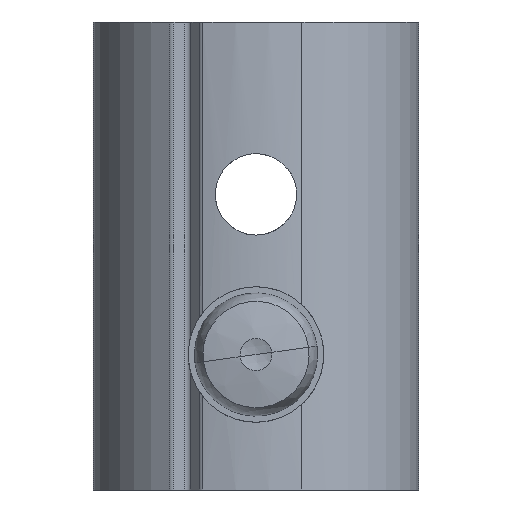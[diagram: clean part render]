
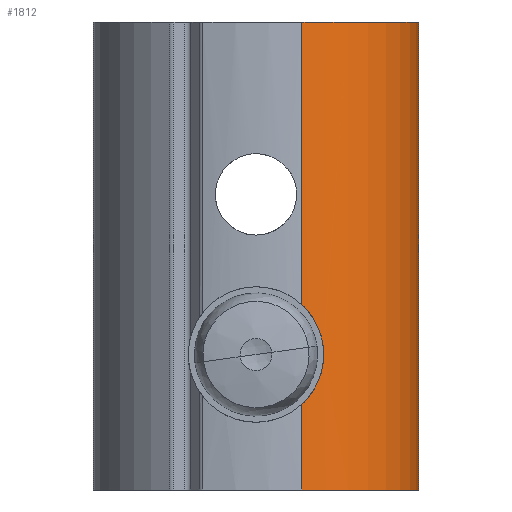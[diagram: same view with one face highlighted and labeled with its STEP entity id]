
A CAD part, front view. The second image highlights one B-rep face of the part: STEP entity #1812.
In plain terms, the highlighted cylindrical face has radius 6 mm (diameter 12 mm), a partial arc.
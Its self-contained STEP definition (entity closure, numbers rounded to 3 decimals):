
#39 = CARTESIAN_POINT ( 'NONE',  ( 6.6, -2.786, -12. ) ) ;
#91 = CARTESIAN_POINT ( 'NONE',  ( 2.441, -8.497, -7.781 ) ) ;
#120 = CARTESIAN_POINT ( 'NONE',  ( 2.75, -8.388, -6.5 ) ) ;
#137 = EDGE_CURVE ( 'NONE', #1683, #2839, #386, .T. ) ;
#143 = CARTESIAN_POINT ( 'NONE',  ( 2.75, -8.388, -6.31 ) ) ;
#206 = DIRECTION ( 'NONE',  ( 1., 0., 0. ) ) ;
#218 = DIRECTION ( 'NONE',  ( 0., 0., 1. ) ) ;
#228 = CIRCLE ( 'NONE', #2550, 6. ) ;
#238 = CARTESIAN_POINT ( 'NONE',  ( 1.863, -8.652, -12. ) ) ;
#283 = FACE_OUTER_BOUND ( 'NONE', #2460, .T. ) ;
#316 = VECTOR ( 'NONE', #218, 1000. ) ;
#327 = VECTOR ( 'NONE', #1045, 1000. ) ;
#343 = CIRCLE ( 'NONE', #2394, 6. ) ;
#355 = CARTESIAN_POINT ( 'NONE',  ( 2.73, -8.396, -6.117 ) ) ;
#386 = LINE ( 'NONE', #39, #2366 ) ;
#418 = ORIENTED_EDGE ( 'NONE', *, *, #1560, .F. ) ;
#442 = ORIENTED_EDGE ( 'NONE', *, *, #1728, .F. ) ;
#491 = ORIENTED_EDGE ( 'NONE', *, *, #1993, .T. ) ;
#524 = ORIENTED_EDGE ( 'NONE', *, *, #2349, .F. ) ;
#533 = VERTEX_POINT ( 'NONE', #1167 ) ;
#605 = CARTESIAN_POINT ( 'NONE',  ( 0.6, -2.786, 7. ) ) ;
#629 = CARTESIAN_POINT ( 'NONE',  ( 0.6, -2.786, -12. ) ) ;
#664 = VERTEX_POINT ( 'NONE', #120 ) ;
#678 = ORIENTED_EDGE ( 'NONE', *, *, #137, .T. ) ;
#684 = VERTEX_POINT ( 'NONE', #238 ) ;
#786 = CARTESIAN_POINT ( 'NONE',  ( 1.863, -8.652, -4.477 ) ) ;
#828 = ORIENTED_EDGE ( 'NONE', *, *, #951, .T. ) ;
#894 = DIRECTION ( 'NONE',  ( 0., 0., 1. ) ) ;
#908 = EDGE_CURVE ( 'NONE', #684, #1683, #343, .T. ) ;
#951 = EDGE_CURVE ( 'NONE', #664, #1582, #1356, .T. ) ;
#955 = CARTESIAN_POINT ( 'NONE',  ( 1.863, -8.652, -4.477 ) ) ;
#1017 = B_SPLINE_CURVE_WITH_KNOTS ( 'NONE', 3,
 ( #786, #1973, #1052, #2201, #1440, #2410, #1263, #355, #143, #2672 ),
 .UNSPECIFIED., .F., .F.,
 ( 4, 2, 2, 2, 4 ),
 ( 0., 0.001, 0.001, 0.002, 0.002 ),
 .UNSPECIFIED. ) ;
#1045 = DIRECTION ( 'NONE',  ( 0., 0., 1. ) ) ;
#1052 = CARTESIAN_POINT ( 'NONE',  ( 2.127, -8.59, -4.747 ) ) ;
#1059 = CARTESIAN_POINT ( 'NONE',  ( 6.6, -2.786, 7. ) ) ;
#1113 = CARTESIAN_POINT ( 'NONE',  ( 2.75, -8.388, -6.69 ) ) ;
#1167 = CARTESIAN_POINT ( 'NONE',  ( 1.863, -8.652, 7. ) ) ;
#1248 = CARTESIAN_POINT ( 'NONE',  ( 2.346, -8.528, -7.948 ) ) ;
#1263 = CARTESIAN_POINT ( 'NONE',  ( 2.651, -8.425, -5.745 ) ) ;
#1286 = CYLINDRICAL_SURFACE ( 'NONE', #1620, 6. ) ;
#1291 = LINE ( 'NONE', #2937, #316 ) ;
#1314 = CARTESIAN_POINT ( 'NONE',  ( 6.6, -2.786, -12. ) ) ;
#1356 = B_SPLINE_CURVE_WITH_KNOTS ( 'NONE', 3,
 ( #2719, #1113, #2603, #2924, #1780, #91, #1248, #1446, #2012, #2437 ),
 .UNSPECIFIED., .F., .F.,
 ( 4, 2, 2, 2, 4 ),
 ( 0.002, 0.003, 0.003, 0.004, 0.005 ),
 .UNSPECIFIED. ) ;
#1387 = LINE ( 'NONE', #1516, #327 ) ;
#1405 = DIRECTION ( 'NONE',  ( 0., 0., 1. ) ) ;
#1440 = CARTESIAN_POINT ( 'NONE',  ( 2.441, -8.497, -5.219 ) ) ;
#1446 = CARTESIAN_POINT ( 'NONE',  ( 2.127, -8.59, -8.253 ) ) ;
#1516 = CARTESIAN_POINT ( 'NONE',  ( 1.863, -8.652, -12. ) ) ;
#1550 = DIRECTION ( 'NONE',  ( 0., 0., 1. ) ) ;
#1560 = EDGE_CURVE ( 'NONE', #533, #2839, #228, .T. ) ;
#1582 = VERTEX_POINT ( 'NONE', #2876 ) ;
#1620 = AXIS2_PLACEMENT_3D ( 'NONE', #629, #894, #2077 ) ;
#1683 = VERTEX_POINT ( 'NONE', #1314 ) ;
#1728 = EDGE_CURVE ( 'NONE', #684, #1582, #1291, .T. ) ;
#1780 = CARTESIAN_POINT ( 'NONE',  ( 2.593, -8.446, -7.435 ) ) ;
#1812 = ADVANCED_FACE ( 'NONE', ( #283 ), #1286, .T. ) ;
#1973 = CARTESIAN_POINT ( 'NONE',  ( 2.003, -8.622, -4.606 ) ) ;
#1993 = EDGE_CURVE ( 'NONE', #2694, #664, #1017, .T. ) ;
#2012 = CARTESIAN_POINT ( 'NONE',  ( 2.003, -8.622, -8.394 ) ) ;
#2023 = DIRECTION ( 'NONE',  ( 0., 0., 1. ) ) ;
#2077 = DIRECTION ( 'NONE',  ( 1., 0., 0. ) ) ;
#2201 = CARTESIAN_POINT ( 'NONE',  ( 2.346, -8.528, -5.052 ) ) ;
#2349 = EDGE_CURVE ( 'NONE', #2694, #533, #1387, .T. ) ;
#2366 = VECTOR ( 'NONE', #1405, 1000. ) ;
#2394 = AXIS2_PLACEMENT_3D ( 'NONE', #2903, #1550, #206 ) ;
#2410 = CARTESIAN_POINT ( 'NONE',  ( 2.593, -8.446, -5.565 ) ) ;
#2437 = CARTESIAN_POINT ( 'NONE',  ( 1.863, -8.652, -8.523 ) ) ;
#2460 = EDGE_LOOP ( 'NONE', ( #524, #491, #828, #442, #2464, #678, #418 ) ) ;
#2464 = ORIENTED_EDGE ( 'NONE', *, *, #908, .T. ) ;
#2550 = AXIS2_PLACEMENT_3D ( 'NONE', #605, #2023, #2914 ) ;
#2603 = CARTESIAN_POINT ( 'NONE',  ( 2.73, -8.395, -6.881 ) ) ;
#2672 = CARTESIAN_POINT ( 'NONE',  ( 2.75, -8.388, -6.5 ) ) ;
#2694 = VERTEX_POINT ( 'NONE', #955 ) ;
#2719 = CARTESIAN_POINT ( 'NONE',  ( 2.75, -8.388, -6.5 ) ) ;
#2839 = VERTEX_POINT ( 'NONE', #1059 ) ;
#2876 = CARTESIAN_POINT ( 'NONE',  ( 1.863, -8.652, -8.523 ) ) ;
#2903 = CARTESIAN_POINT ( 'NONE',  ( 0.6, -2.786, -12. ) ) ;
#2914 = DIRECTION ( 'NONE',  ( 1., 0., 0. ) ) ;
#2924 = CARTESIAN_POINT ( 'NONE',  ( 2.651, -8.425, -7.255 ) ) ;
#2937 = CARTESIAN_POINT ( 'NONE',  ( 1.863, -8.652, -12. ) ) ;
